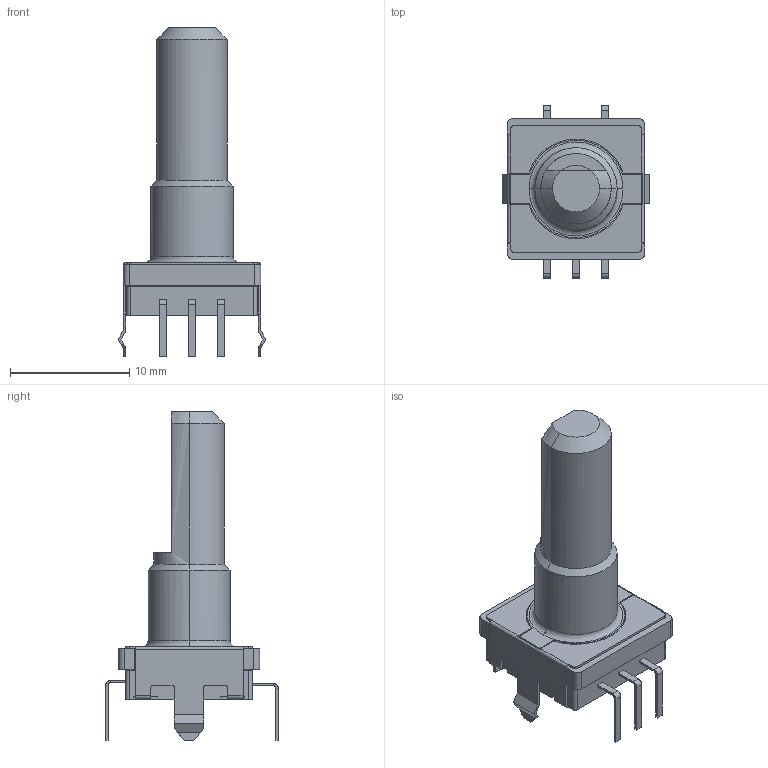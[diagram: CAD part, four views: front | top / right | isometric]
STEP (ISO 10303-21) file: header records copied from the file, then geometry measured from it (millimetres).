
FILE_DESCRIPTION(('Open CASCADE Model'),'2;1');
FILE_NAME('Open CASCADE Shape Model','2026-02-21T05:33:47',('Author'),( 'Open CASCADE'),'Open CASCADE STEP processor 7.8','Open CASCADE 7.8' ,'Unknown');
FILE_SCHEMA(('AUTOMOTIVE_DESIGN { 1 0 10303 214 1 1 1 1 }'));
Length unit declared in the file: millimetre
Products named in the file (1): COMPOUND
Bounding box: 12.4 x 14.5 x 27.61 mm (x, y, z)
Volume: 1114.1 mm3; surface area: 1632 mm2
Topology: 18 solids, 18 shells, 530 faces, 1380 edges, 898 vertices
Faces by surface type: bspline 530
Entity records: 19561 total; most frequent: CARTESIAN_POINT 7666, ORIENTED_EDGE 2760, EDGE_CURVE 1380, B_SPLINE_CURVE_WITH_KNOTS 1253, VERTEX_POINT 898, FACE_BOUND 556, EDGE_LOOP 556, ADVANCED_FACE 530
